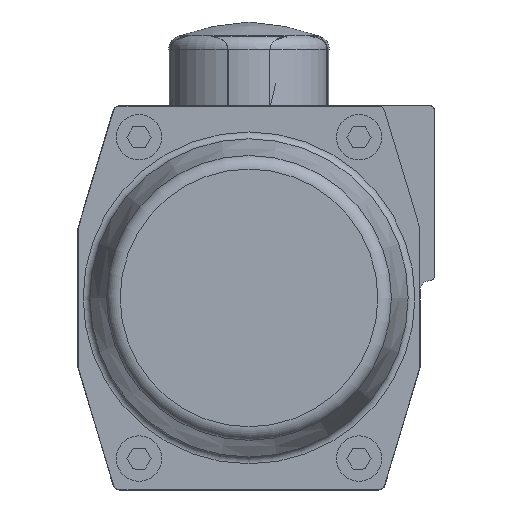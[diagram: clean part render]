
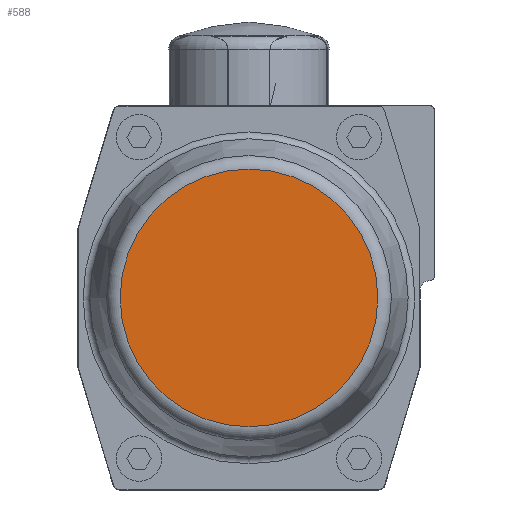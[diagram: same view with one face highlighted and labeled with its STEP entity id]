
A CAD part, front view. The second image highlights one B-rep face of the part: STEP entity #588.
In plain terms, the highlighted planar face has unit normal (0, -1, 0).
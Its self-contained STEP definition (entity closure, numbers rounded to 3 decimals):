
#588 = ADVANCED_FACE( '', ( #1266 ), #1267, .T. );
#1266 = FACE_OUTER_BOUND( '', #1955, .T. );
#1267 = PLANE( '', #1956 );
#1955 = EDGE_LOOP( '', ( #3562 ) );
#1956 = AXIS2_PLACEMENT_3D( '', #3563, #3564, #3565 );
#3562 = ORIENTED_EDGE( '', *, *, #4289, .F. );
#3563 = CARTESIAN_POINT( '', ( 0., -118., 0. ) );
#3564 = DIRECTION( '', ( 0., -1., 0. ) );
#3565 = DIRECTION( '', ( 0., 0., -1. ) );
#4289 = EDGE_CURVE( '', #5224, #5224, #5225, .T. );
#5224 = VERTEX_POINT( '', #6642 );
#5225 = CIRCLE( '', #6643, 36.886 );
#6642 = CARTESIAN_POINT( '', ( -36.886, -118., 0. ) );
#6643 = AXIS2_PLACEMENT_3D( '', #7287, #7288, #7289 );
#7287 = CARTESIAN_POINT( '', ( 0., -118., 0. ) );
#7288 = DIRECTION( '', ( 0., 1., 0. ) );
#7289 = DIRECTION( '', ( -1., 0., 0. ) );
